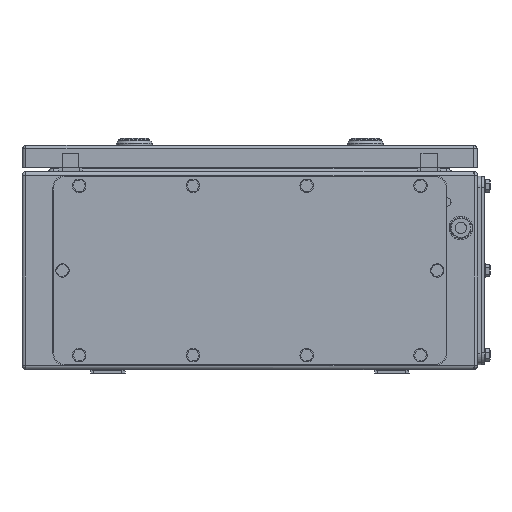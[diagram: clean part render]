
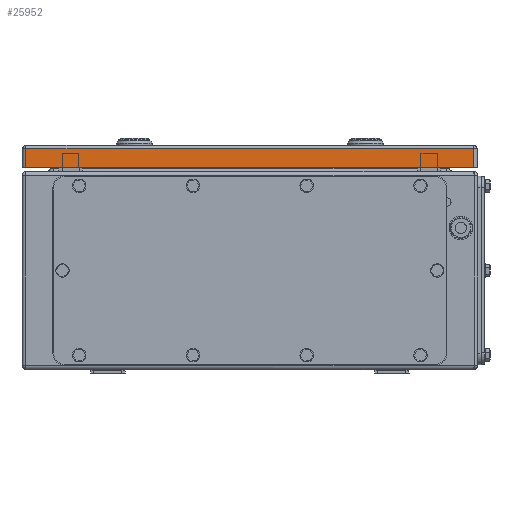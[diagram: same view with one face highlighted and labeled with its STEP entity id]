
A CAD part, left-side view. The second image highlights one B-rep face of the part: STEP entity #25952.
In plain terms, the highlighted planar face has unit normal (-1, 0, 0).
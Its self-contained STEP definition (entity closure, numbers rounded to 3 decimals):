
#25925=AXIS2_PLACEMENT_3D('Plane Axis2P3D',#25922,#25923,#25924) ;
#25788=CARTESIAN_POINT('Line Origine',(41.,214.,183.5)) ;
#25792=CARTESIAN_POINT('Vertex',(41.,413.5,183.5)) ;
#25794=CARTESIAN_POINT('Vertex',(41.,14.5,183.5)) ;
#25922=CARTESIAN_POINT('Axis2P3D Location',(41.,11.5,183.5)) ;
#25927=CARTESIAN_POINT('Line Origine',(41.,14.5,192.)) ;
#25931=CARTESIAN_POINT('Vertex',(41.,14.5,200.5)) ;
#25934=CARTESIAN_POINT('Line Origine',(41.,214.,200.5)) ;
#25938=CARTESIAN_POINT('Vertex',(41.,413.5,200.5)) ;
#25941=CARTESIAN_POINT('Line Origine',(41.,413.5,192.)) ;
#25789=DIRECTION('Vector Direction',(0.,-1.,0.)) ;
#25923=DIRECTION('Axis2P3D Direction',(-1.,0.,0.)) ;
#25924=DIRECTION('Axis2P3D XDirection',(0.,-1.,0.)) ;
#25928=DIRECTION('Vector Direction',(0.,0.,1.)) ;
#25935=DIRECTION('Vector Direction',(0.,1.,0.)) ;
#25942=DIRECTION('Vector Direction',(0.,0.,-1.)) ;
#25790=VECTOR('Line Direction',#25789,1.) ;
#25929=VECTOR('Line Direction',#25928,1.) ;
#25936=VECTOR('Line Direction',#25935,1.) ;
#25943=VECTOR('Line Direction',#25942,1.) ;
#25947=ORIENTED_EDGE('',*,*,#25933,.T.) ;
#25948=ORIENTED_EDGE('',*,*,#25940,.T.) ;
#25949=ORIENTED_EDGE('',*,*,#25945,.T.) ;
#25950=ORIENTED_EDGE('',*,*,#25796,.T.) ;
#25952=ADVANCED_FACE('51374_ASM_DE_KTB_QL_XXXxXXX_S3D-1/DE_QL_S3D-1-solid1',(#25951),#25926,.T.) ;
#25796=EDGE_CURVE('',#25793,#25795,#25791,.T.) ;
#25933=EDGE_CURVE('',#25795,#25932,#25930,.T.) ;
#25940=EDGE_CURVE('',#25932,#25939,#25937,.T.) ;
#25945=EDGE_CURVE('',#25939,#25793,#25944,.T.) ;
#25946=EDGE_LOOP('',(#25947,#25948,#25949,#25950)) ;
#25951=FACE_OUTER_BOUND('',#25946,.T.) ;
#25791=LINE('Line',#25788,#25790) ;
#25930=LINE('Line',#25927,#25929) ;
#25937=LINE('Line',#25934,#25936) ;
#25944=LINE('Line',#25941,#25943) ;
#25926=PLANE('',#25925) ;
#25793=VERTEX_POINT('',#25792) ;
#25795=VERTEX_POINT('',#25794) ;
#25932=VERTEX_POINT('',#25931) ;
#25939=VERTEX_POINT('',#25938) ;
